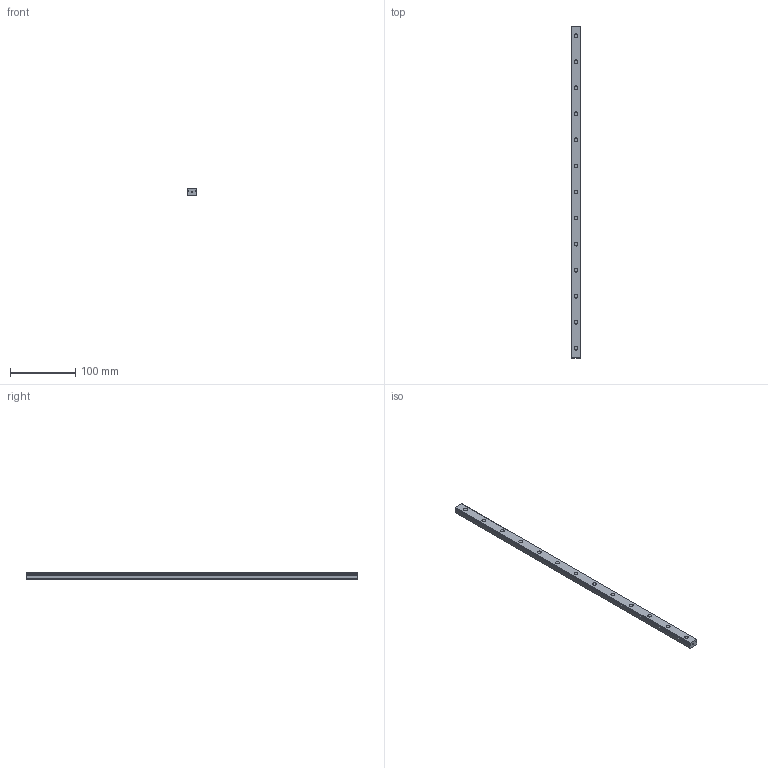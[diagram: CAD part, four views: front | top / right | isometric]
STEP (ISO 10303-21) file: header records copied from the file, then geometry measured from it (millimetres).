
FILE_DESCRIPTION(('STEP AP214'),'1');
FILE_NAME('cctmp_A70F000D-527D-4F23-91B9-E2EA4E2172C3_2021_02_19_12_41_55_0680..stp','2021-02-19T11:41:55',('HIWIN GmbH'),('CADClick - www.CADClick.com'),'Spatial InterOp 3D',' ','unknown authorization');
FILE_SCHEMA(('AUTOMOTIVE_DESIGN'));
Length unit declared in the file: millimetre
Products named in the file (1): MGNR15R510CM_FILE
Bounding box: 15 x 510 x 10 mm (x, y, z)
Volume: 70813.2 mm3; surface area: 30445.5 mm2
Topology: 1 solids, 1 shells, 212 faces, 501 edges, 334 vertices
Faces by surface type: plane 118, cylinder 94
Entity records: 7873 total; most frequent: DIRECTION 1115, CARTESIAN_POINT 1048, ORIENTED_EDGE 1002, EDGE_CURVE 501, AXIS2_PLACEMENT_3D 401, VERTEX_POINT 334, LINE 313, VECTOR 313
